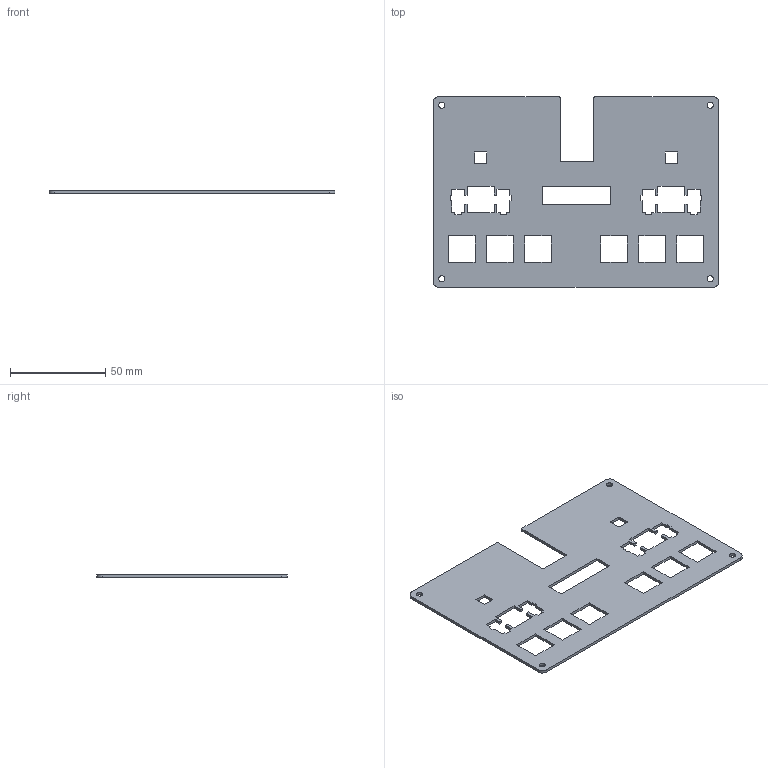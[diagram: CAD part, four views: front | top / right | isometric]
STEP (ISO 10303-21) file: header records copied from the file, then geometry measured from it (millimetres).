
FILE_DESCRIPTION (( 'STEP AP203' ), '1' );
FILE_NAME ('minigeki v0.3 top ¶¨Î»°å.STEP', '2022-02-16T12:18:41', ( '' ), ( '' ), 'SwSTEP 2.0', 'SolidWorks 2021', '' );
FILE_SCHEMA (( 'CONFIG_CONTROL_DESIGN' ));
Length unit declared in the file: millimetre
Products named in the file (1): minigeki v0.3 top 隅弇啣
Bounding box: 150 x 100 x 1.5 mm (x, y, z)
Volume: 17967.7 mm3; surface area: 25960.9 mm2
Topology: 1 solids, 1 shells, 144 faces, 426 edges, 284 vertices
Faces by surface type: plane 118, cylinder 26
Entity records: 4899 total; most frequent: CARTESIAN_POINT 855, ORIENTED_EDGE 852, DIRECTION 768, EDGE_CURVE 426, VECTOR 374, LINE 374, VERTEX_POINT 284, AXIS2_PLACEMENT_3D 197
